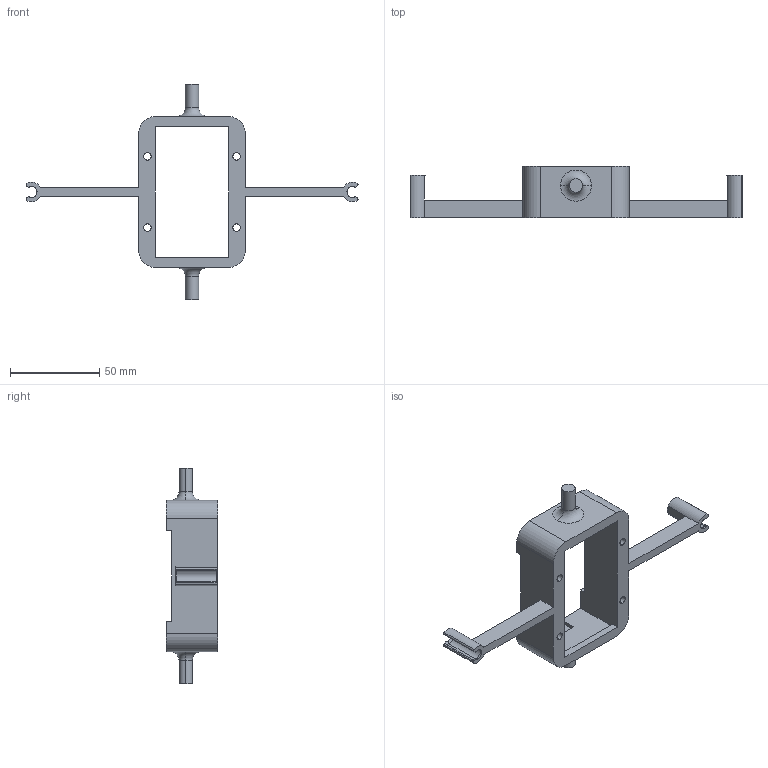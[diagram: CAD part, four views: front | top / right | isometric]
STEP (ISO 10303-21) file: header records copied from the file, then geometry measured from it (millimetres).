
FILE_DESCRIPTION (( 'STEP AP203' ), '1' );
FILE_NAME ('arms_Default_sldprt.STEP', '2024-02-04T16:43:38', ( '' ), ( '' ), 'SwSTEP 2.0', 'SolidWorks 2023', '' );
FILE_SCHEMA (( 'CONFIG_CONTROL_DESIGN' ));
Length unit declared in the file: millimetre
Products named in the file (1): arms_Default_sldprt
Bounding box: 186.38 x 29 x 121 mm (x, y, z)
Volume: 58880.1 mm3; surface area: 25718.4 mm2
Topology: 1 solids, 1 shells, 103 faces, 276 edges, 176 vertices
Faces by surface type: plane 47, cylinder 44, cone 8, torus 4
Entity records: 3339 total; most frequent: CARTESIAN_POINT 624, DIRECTION 566, ORIENTED_EDGE 552, EDGE_CURVE 276, AXIS2_PLACEMENT_3D 202, VERTEX_POINT 176, LINE 162, VECTOR 162
